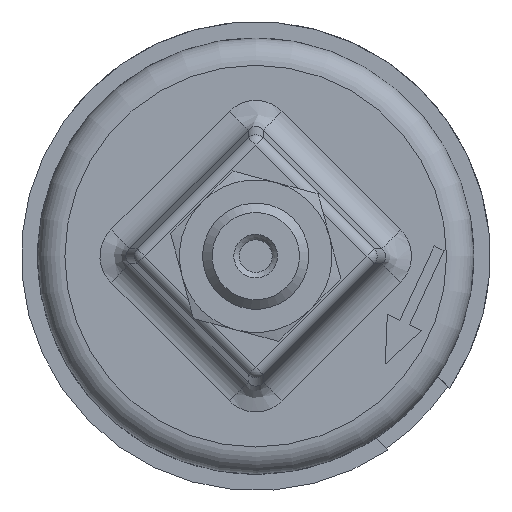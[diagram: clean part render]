
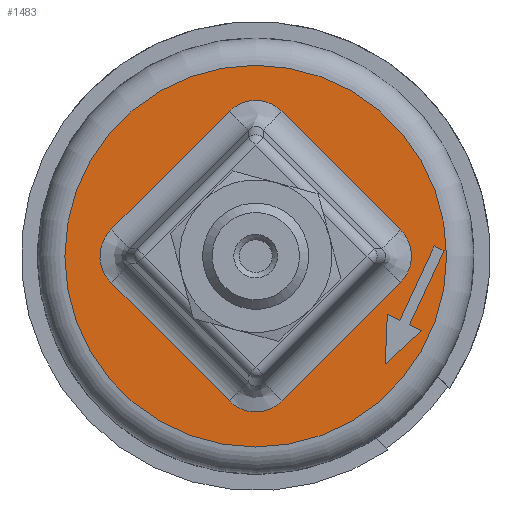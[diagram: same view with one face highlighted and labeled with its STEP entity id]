
A CAD part, front view. The second image highlights one B-rep face of the part: STEP entity #1483.
In plain terms, the highlighted planar face has unit normal (0, -1, 0).
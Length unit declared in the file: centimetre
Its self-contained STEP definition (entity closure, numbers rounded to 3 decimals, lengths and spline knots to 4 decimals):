
#94=FACE_BOUND('',#511,.T.);
#95=FACE_BOUND('',#512,.T.);
#123=ELLIPSE('',#1588,0.3679,0.35);
#124=ELLIPSE('',#1589,0.3679,0.35);
#125=ELLIPSE('',#1590,0.3679,0.35);
#126=ELLIPSE('',#1591,0.3679,0.35);
#131=LINE('',#2215,#220);
#132=LINE('',#2219,#221);
#133=LINE('',#2223,#222);
#134=LINE('',#2227,#223);
#135=LINE('',#2231,#224);
#136=LINE('',#2233,#225);
#137=LINE('',#2235,#226);
#138=LINE('',#2237,#227);
#139=LINE('',#2239,#228);
#140=LINE('',#2241,#229);
#141=LINE('',#2242,#230);
#220=VECTOR('',#1771,1.5361);
#221=VECTOR('',#1774,1.5361);
#222=VECTOR('',#1777,1.5361);
#223=VECTOR('',#1780,1.5361);
#224=VECTOR('',#1783,0.1);
#225=VECTOR('',#1784,0.75);
#226=VECTOR('',#1785,0.125);
#227=VECTOR('',#1786,0.455);
#228=VECTOR('',#1787,0.455);
#229=VECTOR('',#1788,0.125);
#230=VECTOR('',#1789,0.75);
#410=FACE_OUTER_BOUND('',#510,.T.);
#510=EDGE_LOOP('',(#1039));
#511=EDGE_LOOP('',(#1040,#1041,#1042,#1043,#1044,#1045,#1046,#1047));
#512=EDGE_LOOP('',(#1048,#1049,#1050,#1051,#1052,#1053,#1054));
#639=CIRCLE('',#1587,1.75);
#712=VERTEX_POINT('',#2211);
#713=VERTEX_POINT('',#2213);
#714=VERTEX_POINT('',#2214);
#715=VERTEX_POINT('',#2216);
#716=VERTEX_POINT('',#2218);
#717=VERTEX_POINT('',#2220);
#718=VERTEX_POINT('',#2222);
#719=VERTEX_POINT('',#2224);
#720=VERTEX_POINT('',#2226);
#721=VERTEX_POINT('',#2229);
#722=VERTEX_POINT('',#2230);
#723=VERTEX_POINT('',#2232);
#724=VERTEX_POINT('',#2234);
#725=VERTEX_POINT('',#2236);
#726=VERTEX_POINT('',#2238);
#727=VERTEX_POINT('',#2240);
#841=EDGE_CURVE('',#712,#712,#639,.T.);
#842=EDGE_CURVE('',#713,#714,#131,.T.);
#843=EDGE_CURVE('',#715,#713,#123,.T.);
#844=EDGE_CURVE('',#716,#715,#132,.T.);
#845=EDGE_CURVE('',#717,#716,#124,.T.);
#846=EDGE_CURVE('',#718,#717,#133,.T.);
#847=EDGE_CURVE('',#719,#718,#125,.T.);
#848=EDGE_CURVE('',#720,#719,#134,.T.);
#849=EDGE_CURVE('',#714,#720,#126,.T.);
#850=EDGE_CURVE('',#721,#722,#135,.T.);
#851=EDGE_CURVE('',#722,#723,#136,.T.);
#852=EDGE_CURVE('',#723,#724,#137,.T.);
#853=EDGE_CURVE('',#724,#725,#138,.T.);
#854=EDGE_CURVE('',#725,#726,#139,.T.);
#855=EDGE_CURVE('',#726,#727,#140,.T.);
#856=EDGE_CURVE('',#727,#721,#141,.T.);
#1039=ORIENTED_EDGE('',*,*,#841,.F.);
#1040=ORIENTED_EDGE('',*,*,#842,.F.);
#1041=ORIENTED_EDGE('',*,*,#843,.F.);
#1042=ORIENTED_EDGE('',*,*,#844,.F.);
#1043=ORIENTED_EDGE('',*,*,#845,.F.);
#1044=ORIENTED_EDGE('',*,*,#846,.F.);
#1045=ORIENTED_EDGE('',*,*,#847,.F.);
#1046=ORIENTED_EDGE('',*,*,#848,.F.);
#1047=ORIENTED_EDGE('',*,*,#849,.F.);
#1048=ORIENTED_EDGE('',*,*,#850,.T.);
#1049=ORIENTED_EDGE('',*,*,#851,.T.);
#1050=ORIENTED_EDGE('',*,*,#852,.T.);
#1051=ORIENTED_EDGE('',*,*,#853,.T.);
#1052=ORIENTED_EDGE('',*,*,#854,.T.);
#1053=ORIENTED_EDGE('',*,*,#855,.T.);
#1054=ORIENTED_EDGE('',*,*,#856,.T.);
#1435=PLANE('',#1586);
#1483=ADVANCED_FACE('',(#410,#94,#95),#1435,.F.);
#1586=AXIS2_PLACEMENT_3D('',#2210,#1767,#1768);
#1587=AXIS2_PLACEMENT_3D('',#2212,#1769,#1770);
#1588=AXIS2_PLACEMENT_3D('',#2217,#1772,#1773);
#1589=AXIS2_PLACEMENT_3D('',#2221,#1775,#1776);
#1590=AXIS2_PLACEMENT_3D('',#2225,#1778,#1779);
#1591=AXIS2_PLACEMENT_3D('',#2228,#1781,#1782);
#1767=DIRECTION('center_axis',(0.,1.,0.));
#1768=DIRECTION('ref_axis',(0.,0.,1.));
#1769=DIRECTION('center_axis',(0.,1.,0.));
#1770=DIRECTION('ref_axis',(-1.,0.,0.));
#1771=DIRECTION('',(0.707,0.,-0.707));
#1772=DIRECTION('center_axis',(0.,-1.,0.));
#1773=DIRECTION('ref_axis',(-1.,0.,0.));
#1774=DIRECTION('',(-0.707,0.,-0.707));
#1775=DIRECTION('center_axis',(0.,-1.,0.));
#1776=DIRECTION('ref_axis',(0.,0.,1.));
#1777=DIRECTION('',(-0.707,0.,0.707));
#1778=DIRECTION('center_axis',(0.,-1.,0.));
#1779=DIRECTION('ref_axis',(1.,0.,0.));
#1780=DIRECTION('',(0.707,0.,0.707));
#1781=DIRECTION('center_axis',(0.,-1.,0.));
#1782=DIRECTION('ref_axis',(0.,0.,-1.));
#1783=DIRECTION('',(0.906,0.,-0.423));
#1784=DIRECTION('',(-0.423,0.,-0.906));
#1785=DIRECTION('',(0.906,0.,-0.423));
#1786=DIRECTION('',(-0.739,0.,-0.674));
#1787=DIRECTION('',(0.042,0.,0.999));
#1788=DIRECTION('',(0.906,0.,-0.423));
#1789=DIRECTION('',(0.423,0.,0.906));
#2210=CARTESIAN_POINT('Origin',(0.7967,1.0009,1.834));
#2211=CARTESIAN_POINT('',(1.4224,1.0009,2.9583));
#2212=CARTESIAN_POINT('Origin',(-0.3276,1.0009,2.9583));
#2213=CARTESIAN_POINT('',(-1.655,1.0009,2.7171));
#2214=CARTESIAN_POINT('',(-0.5688,1.0009,1.6309));
#2215=CARTESIAN_POINT('',(-1.1836,1.0009,2.2457));
#2216=CARTESIAN_POINT('',(-1.655,1.0009,3.1995));
#2217=CARTESIAN_POINT('Origin',(-1.3884,1.0009,2.9583));
#2218=CARTESIAN_POINT('',(-0.5688,1.0009,4.2857));
#2219=CARTESIAN_POINT('',(-0.5402,1.0009,4.3143));
#2220=CARTESIAN_POINT('',(-0.0863,1.0009,4.2857));
#2221=CARTESIAN_POINT('Origin',(-0.3276,1.0009,4.0191));
#2222=CARTESIAN_POINT('',(0.9998,1.0009,3.1995));
#2223=CARTESIAN_POINT('',(1.0285,1.0009,3.1709));
#2224=CARTESIAN_POINT('',(0.9998,1.0009,2.7171));
#2225=CARTESIAN_POINT('Origin',(0.7332,1.0009,2.9583));
#2226=CARTESIAN_POINT('',(-0.0863,1.0009,1.6309));
#2227=CARTESIAN_POINT('',(0.385,1.0009,2.1022));
#2228=CARTESIAN_POINT('Origin',(-0.3276,1.0009,1.8975));
#2229=CARTESIAN_POINT('',(1.3093,1.0009,3.0514));
#2230=CARTESIAN_POINT('',(1.3999,1.0009,3.0092));
#2231=CARTESIAN_POINT('',(1.0882,1.0009,3.1545));
#2232=CARTESIAN_POINT('',(1.0829,1.0009,2.3295));
#2233=CARTESIAN_POINT('',(1.3252,1.0009,2.849));
#2234=CARTESIAN_POINT('',(1.1962,1.0009,2.2766));
#2235=CARTESIAN_POINT('',(0.7939,1.0009,2.4642));
#2236=CARTESIAN_POINT('',(0.8601,1.0009,1.9699));
#2237=CARTESIAN_POINT('',(1.223,1.0009,2.3011));
#2238=CARTESIAN_POINT('',(0.879,1.0009,2.4245));
#2239=CARTESIAN_POINT('',(0.8805,1.0009,2.4594));
#2240=CARTESIAN_POINT('',(0.9923,1.0009,2.3717));
#2241=CARTESIAN_POINT('',(0.6919,1.0009,2.5118));
#2242=CARTESIAN_POINT('',(1.0761,1.0009,2.5514));
